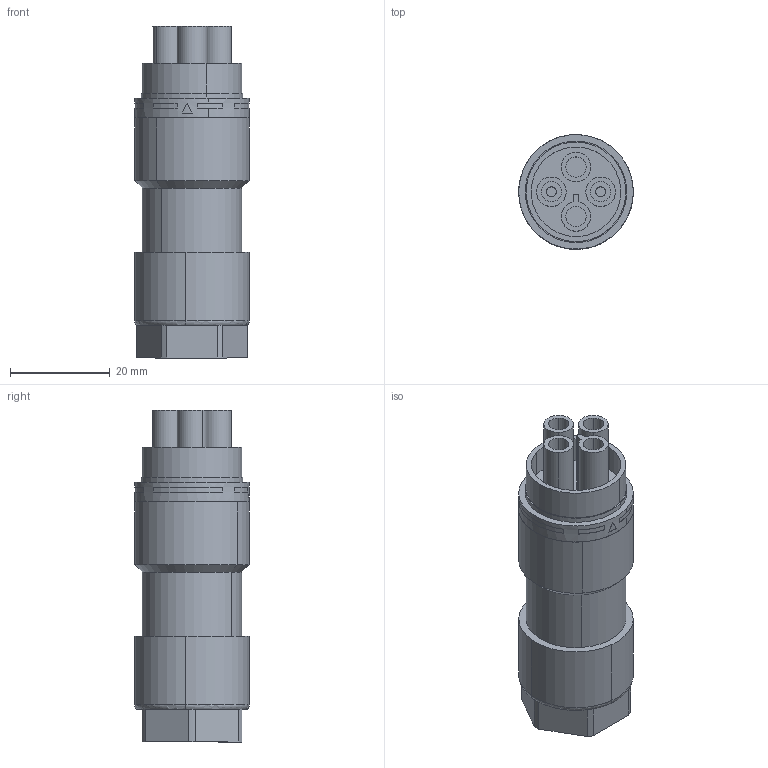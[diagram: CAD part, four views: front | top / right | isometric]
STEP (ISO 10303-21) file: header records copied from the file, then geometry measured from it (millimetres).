
FILE_DESCRIPTION(('CATIA V5 STEP Exchange','CAx-IF Rec.Pracs.--- Model Styling and Organization---1.5--- 2016-08-15','CAx-IF Rec.Pracs.---Supplemental Geometry---1.0---2011-11-01','CAx-IF Rec.Pracs.--- Composite Materials ---1.1---2010-07-15'),'2;1');
FILE_NAME ('D1640182_0', '2025-01-02T12:44:18+00:00', ('none'), ('Weidmueller'), 'CATIA Version 5-6 Release 2022 SP4 HF5', 'CATIA V5 STEP AP214 v3', 'none');
FILE_SCHEMA(('AUTOMOTIVE_DESIGN { 1 0 10303 214 1 1 1 1 }'));
Length unit declared in the file: millimetre
Products named in the file (1): S3D_RC_F_P2_SP
Bounding box: 22.99 x 22.99 x 66.65 mm (x, y, z)
Volume: 13902 mm3; surface area: 13297.4 mm2
Topology: 3 solids, 3 shells, 376 faces, 987 edges, 641 vertices
Faces by surface type: plane 193, cylinder 172, torus 5, cone 4, extrusion 2
Entity records: 11129 total; most frequent: CARTESIAN_POINT 2085, ORIENTED_EDGE 1974, DIRECTION 1419, EDGE_CURVE 987, VERTEX_POINT 641, AXIS2_PLACEMENT_3D 639, VECTOR 549, LINE 547
